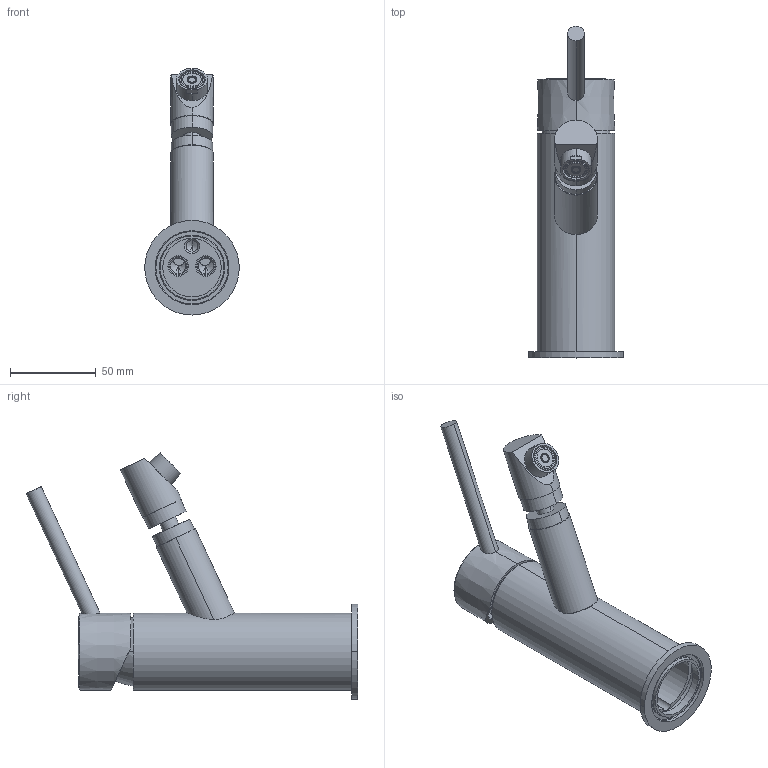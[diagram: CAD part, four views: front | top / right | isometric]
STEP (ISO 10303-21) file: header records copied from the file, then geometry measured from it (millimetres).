
FILE_DESCRIPTION((''),'2;1');
FILE_NAME('BI131CR','2021-04-23T15:50:26',('ut3'),('PAFFONI SpA'),'CREO PARAMETRIC BY PTC INC, 2020044','CREO PARAMETRIC BY PTC INC, 2020044','');
FILE_SCHEMA(('CONFIG_CONTROL_DESIGN','SHAPE_APPEARANCE_LAYERS_GROUPS'));
Length unit declared in the file: millimetre
Products named in the file (1): BI131CR
Bounding box: 55 x 192.84 x 143.06 mm (x, y, z)
Volume: 231487.9 mm3; surface area: 72444.1 mm2
Topology: 1 solids, 2 shells, 1061 faces, 2803 edges, 1757 vertices
Faces by surface type: plane 592, cylinder 256, torus 85, cone 62, bspline 42, sphere 24
Entity records: 43554 total; most frequent: CARTESIAN_POINT 10455, ORIENTED_EDGE 5574, DIRECTION 5215, EDGE_CURVE 2787, AXIS2_PLACEMENT_3D 1847, VERTEX_POINT 1757, VECTOR 1521, LINE 1521
